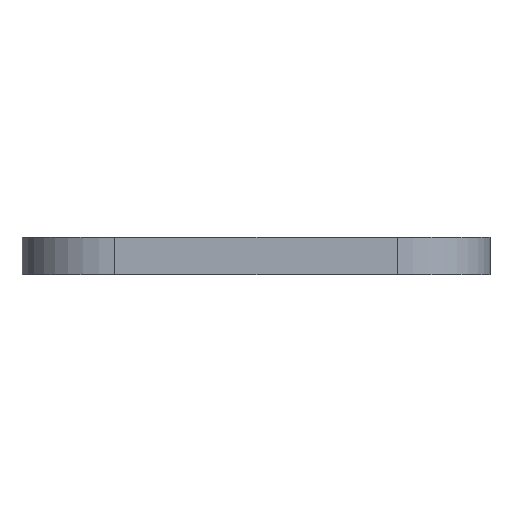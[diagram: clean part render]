
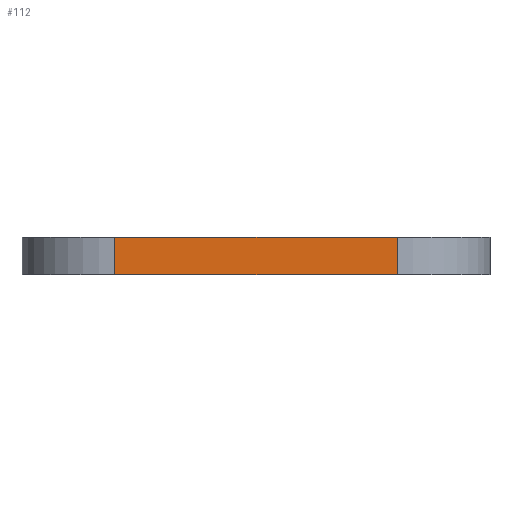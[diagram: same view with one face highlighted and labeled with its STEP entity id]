
A CAD part, left-side view. The second image highlights one B-rep face of the part: STEP entity #112.
In plain terms, the highlighted planar face has unit normal (-1, 0, 0).
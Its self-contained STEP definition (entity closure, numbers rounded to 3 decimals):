
#16 = ORIENTED_EDGE ( 'NONE', *, *, #243, .T. ) ;
#17 = VERTEX_POINT ( 'NONE', #369 ) ;
#68 = VERTEX_POINT ( 'NONE', #653 ) ;
#94 = EDGE_CURVE ( 'NONE', #119, #17, #837, .T. ) ;
#112 = ADVANCED_FACE ( 'NONE', ( #906 ), #907, .F. ) ;
#119 = VERTEX_POINT ( 'NONE', #976 ) ;
#123 = ORIENTED_EDGE ( 'NONE', *, *, #94, .T. ) ;
#136 = EDGE_CURVE ( 'NONE', #68, #160, #1045, .T. ) ;
#160 = VERTEX_POINT ( 'NONE', #474 ) ;
#166 = ORIENTED_EDGE ( 'NONE', *, *, #197, .F. ) ;
#197 = EDGE_CURVE ( 'NONE', #160, #17, #727, .T. ) ;
#243 = EDGE_CURVE ( 'NONE', #68, #119, #920, .T. ) ;
#273 = ORIENTED_EDGE ( 'NONE', *, *, #136, .F. ) ;
#369 = CARTESIAN_POINT ( 'NONE',  ( -12.7, -4.825, 0. ) ) ;
#474 = CARTESIAN_POINT ( 'NONE',  ( -12.7, -4.825, 1.27 ) ) ;
#488 = EDGE_LOOP ( 'NONE', ( #123, #166, #273, #16 ) ) ;
#653 = CARTESIAN_POINT ( 'NONE',  ( -12.7, 4.825, 1.27 ) ) ;
#727 = LINE ( 'NONE', #728, #729 ) ;
#728 = CARTESIAN_POINT ( 'NONE',  ( -12.7, -4.825, 1.27 ) ) ;
#729 = VECTOR ( 'NONE', #730, 1000. ) ;
#730 = DIRECTION ( 'NONE',  ( 0., 0., -1. ) ) ;
#837 = LINE ( 'NONE', #838, #839 ) ;
#838 = CARTESIAN_POINT ( 'NONE',  ( -12.7, 4.825, 0. ) ) ;
#839 = VECTOR ( 'NONE', #840, 1000. ) ;
#840 = DIRECTION ( 'NONE',  ( 0., -1., 0. ) ) ;
#906 = FACE_OUTER_BOUND ( 'NONE', #488, .T. ) ;
#907 = PLANE ( 'NONE',  #908 ) ;
#908 = AXIS2_PLACEMENT_3D ( 'NONE', #910, #911, #912 ) ;
#910 = CARTESIAN_POINT ( 'NONE',  ( -12.7, 4.825, 1.27 ) ) ;
#911 = DIRECTION ( 'NONE',  ( 1., 0., 0. ) ) ;
#912 = DIRECTION ( 'NONE',  ( 0., 1., 0. ) ) ;
#920 = LINE ( 'NONE', #921, #922 ) ;
#921 = CARTESIAN_POINT ( 'NONE',  ( -12.7, 4.825, 1.27 ) ) ;
#922 = VECTOR ( 'NONE', #923, 1000. ) ;
#923 = DIRECTION ( 'NONE',  ( 0., 0., -1. ) ) ;
#976 = CARTESIAN_POINT ( 'NONE',  ( -12.7, 4.825, 0. ) ) ;
#1045 = LINE ( 'NONE', #1046, #1047 ) ;
#1046 = CARTESIAN_POINT ( 'NONE',  ( -12.7, 4.825, 1.27 ) ) ;
#1047 = VECTOR ( 'NONE', #1048, 1000. ) ;
#1048 = DIRECTION ( 'NONE',  ( 0., -1., 0. ) ) ;
